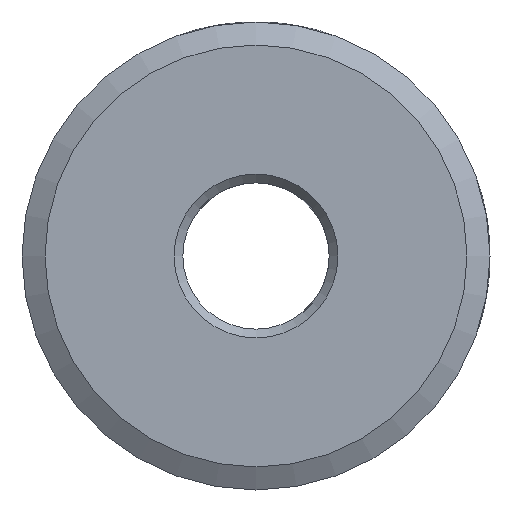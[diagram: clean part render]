
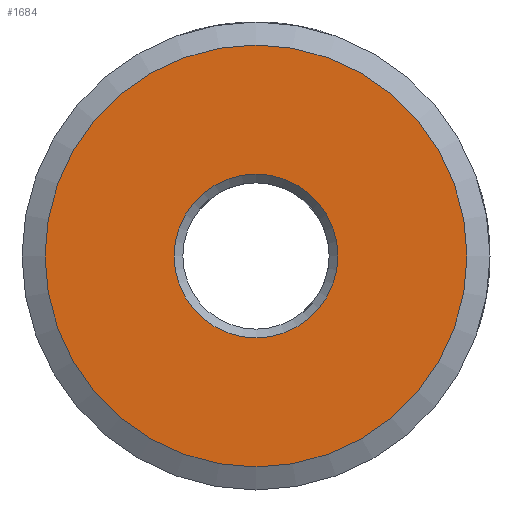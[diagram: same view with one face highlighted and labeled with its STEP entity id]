
A CAD part, left-side view. The second image highlights one B-rep face of the part: STEP entity #1684.
In plain terms, the highlighted planar face has unit normal (-1, 0, 0).
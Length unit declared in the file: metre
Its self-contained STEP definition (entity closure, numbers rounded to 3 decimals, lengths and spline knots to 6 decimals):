
#14=PLANE('',#1963);
#351=CIRCLE('',#1962,0.007213);
#352=CIRCLE('',#1964,0.0028);
#703=ORIENTED_EDGE('',*,*,#1176,.T.);
#704=ORIENTED_EDGE('',*,*,#1175,.T.);
#1175=EDGE_CURVE('',#1395,#1395,#351,.T.);
#1176=EDGE_CURVE('',#1396,#1396,#352,.F.);
#1395=VERTEX_POINT('',#3668);
#1396=VERTEX_POINT('',#3671);
#1451=EDGE_LOOP('',(#703));
#1452=EDGE_LOOP('',(#704));
#1573=FACE_BOUND('',#1451,.T.);
#1574=FACE_BOUND('',#1452,.T.);
#1684=ADVANCED_FACE('',(#1573,#1574),#14,.T.);
#1962=AXIS2_PLACEMENT_3D('',#3667,#2470,#2471);
#1963=AXIS2_PLACEMENT_3D('',#3669,#2472,#2473);
#1964=AXIS2_PLACEMENT_3D('',#3670,#2474,#2475);
#2470=DIRECTION('',(-1.,0.,0.));
#2471=DIRECTION('',(0.,-1.,0.));
#2472=DIRECTION('',(-1.,0.,0.));
#2473=DIRECTION('',(0.,-1.,0.));
#2474=DIRECTION('',(-1.,0.,0.));
#2475=DIRECTION('',(0.,-1.,0.));
#3667=CARTESIAN_POINT('',(0.,0.,0.));
#3668=CARTESIAN_POINT('',(0.,-0.007213,0.));
#3669=CARTESIAN_POINT('',(0.,0.,0.));
#3670=CARTESIAN_POINT('',(0.,0.,0.));
#3671=CARTESIAN_POINT('',(0.,-0.0028,0.));
